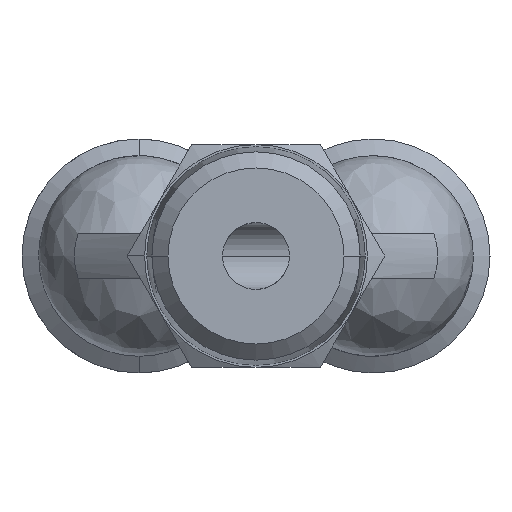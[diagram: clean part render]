
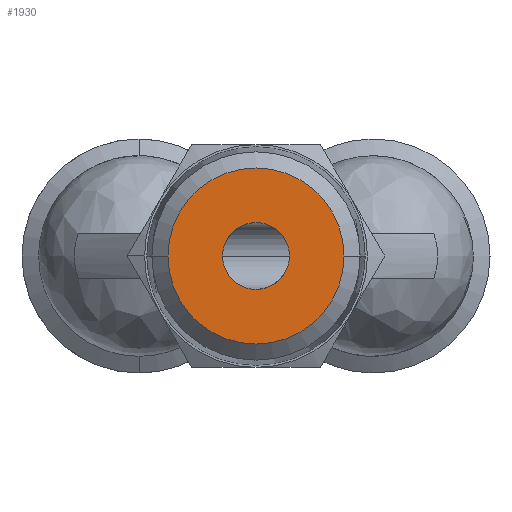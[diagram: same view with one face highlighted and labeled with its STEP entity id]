
A CAD part, front view. The second image highlights one B-rep face of the part: STEP entity #1930.
In plain terms, the highlighted planar face has unit normal (0, -1, 0).
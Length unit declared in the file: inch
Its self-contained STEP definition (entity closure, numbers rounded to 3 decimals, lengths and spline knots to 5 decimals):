
#46 = DIRECTION ( 'NONE',  ( -1., 0., 0. ) ) ;
#144 = CIRCLE ( 'NONE', #1827, 0.05906 ) ;
#182 = EDGE_CURVE ( 'NONE', #543, #1509, #144, .T. ) ;
#369 = PLANE ( 'NONE',  #3272 ) ;
#412 = EDGE_LOOP ( 'NONE', ( #2263, #1824 ) ) ;
#543 = VERTEX_POINT ( 'NONE', #2818 ) ;
#618 = EDGE_LOOP ( 'NONE', ( #3592, #1023 ) ) ;
#788 = CARTESIAN_POINT ( 'NONE',  ( 0., -0.51181, 0. ) ) ;
#952 = CARTESIAN_POINT ( 'NONE',  ( -0.07776, -0.51181, 0. ) ) ;
#963 = DIRECTION ( 'NONE',  ( 0., -1., 0. ) ) ;
#1023 = ORIENTED_EDGE ( 'NONE', *, *, #1768, .F. ) ;
#1033 = AXIS2_PLACEMENT_3D ( 'NONE', #3593, #1887, #46 ) ;
#1095 = VERTEX_POINT ( 'NONE', #1427 ) ;
#1123 = DIRECTION ( 'NONE',  ( -1., 0., 0. ) ) ;
#1243 = CARTESIAN_POINT ( 'NONE',  ( -0.15551, -0.51181, 0. ) ) ;
#1261 = CIRCLE ( 'NONE', #3640, 0.15551 ) ;
#1288 = CARTESIAN_POINT ( 'NONE',  ( 0., -0.51181, 0. ) ) ;
#1342 = CARTESIAN_POINT ( 'NONE',  ( 0., -0.51181, 0. ) ) ;
#1373 = DIRECTION ( 'NONE',  ( -1., 0., 0. ) ) ;
#1385 = DIRECTION ( 'NONE',  ( 0., 1., 0. ) ) ;
#1427 = CARTESIAN_POINT ( 'NONE',  ( 0.15551, -0.51181, 0. ) ) ;
#1509 = VERTEX_POINT ( 'NONE', #3539 ) ;
#1614 = DIRECTION ( 'NONE',  ( -1., 0., 0. ) ) ;
#1755 = AXIS2_PLACEMENT_3D ( 'NONE', #1288, #3372, #1614 ) ;
#1768 = EDGE_CURVE ( 'NONE', #1095, #3235, #2727, .T. ) ;
#1824 = ORIENTED_EDGE ( 'NONE', *, *, #2360, .T. ) ;
#1827 = AXIS2_PLACEMENT_3D ( 'NONE', #1342, #1385, #1373 ) ;
#1887 = DIRECTION ( 'NONE',  ( 0., 1., 0. ) ) ;
#1930 = ADVANCED_FACE ( 'NONE', ( #2621, #2718 ), #369, .T. ) ;
#2135 = CIRCLE ( 'NONE', #1755, 0.05906 ) ;
#2263 = ORIENTED_EDGE ( 'NONE', *, *, #182, .T. ) ;
#2360 = EDGE_CURVE ( 'NONE', #1509, #543, #2135, .T. ) ;
#2621 = FACE_BOUND ( 'NONE', #412, .T. ) ;
#2718 = FACE_OUTER_BOUND ( 'NONE', #618, .T. ) ;
#2727 = CIRCLE ( 'NONE', #1033, 0.15551 ) ;
#2818 = CARTESIAN_POINT ( 'NONE',  ( -0.05906, -0.51181, 0. ) ) ;
#2957 = DIRECTION ( 'NONE',  ( 0., 1., 0. ) ) ;
#3106 = DIRECTION ( 'NONE',  ( 0., 0., -1. ) ) ;
#3235 = VERTEX_POINT ( 'NONE', #1243 ) ;
#3272 = AXIS2_PLACEMENT_3D ( 'NONE', #952, #963, #3106 ) ;
#3372 = DIRECTION ( 'NONE',  ( 0., 1., 0. ) ) ;
#3425 = EDGE_CURVE ( 'NONE', #3235, #1095, #1261, .T. ) ;
#3539 = CARTESIAN_POINT ( 'NONE',  ( 0.05906, -0.51181, 0. ) ) ;
#3592 = ORIENTED_EDGE ( 'NONE', *, *, #3425, .F. ) ;
#3593 = CARTESIAN_POINT ( 'NONE',  ( 0., -0.51181, 0. ) ) ;
#3640 = AXIS2_PLACEMENT_3D ( 'NONE', #788, #2957, #1123 ) ;
